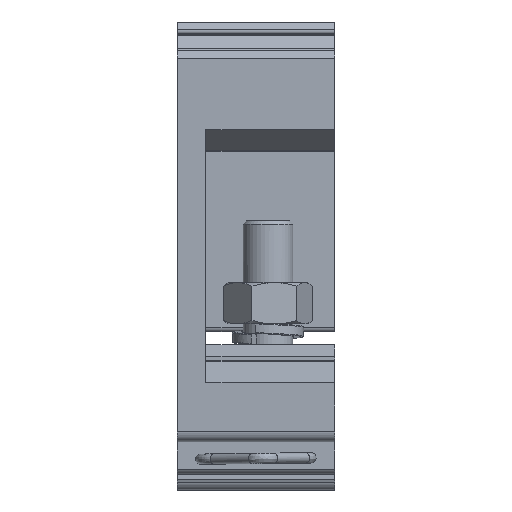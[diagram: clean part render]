
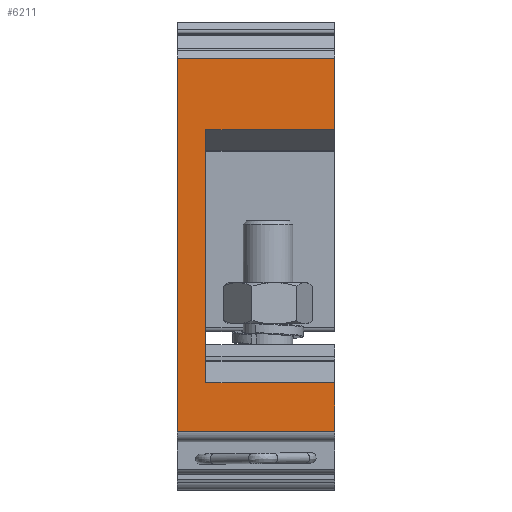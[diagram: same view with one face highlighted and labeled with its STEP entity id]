
A CAD part, left-side view. The second image highlights one B-rep face of the part: STEP entity #6211.
In plain terms, the highlighted planar face has unit normal (-1, 0, 0).
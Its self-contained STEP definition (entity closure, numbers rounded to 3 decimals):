
#1149=ORIENTED_EDGE('',*,*,#2127,.T.);
#1150=ORIENTED_EDGE('',*,*,#2128,.F.);
#1151=ORIENTED_EDGE('',*,*,#2129,.F.);
#1152=ORIENTED_EDGE('',*,*,#2130,.T.);
#1153=ORIENTED_EDGE('',*,*,#2131,.T.);
#1154=ORIENTED_EDGE('',*,*,#2132,.F.);
#1155=ORIENTED_EDGE('',*,*,#2133,.F.);
#1156=ORIENTED_EDGE('',*,*,#2134,.T.);
#2127=EDGE_CURVE('',#2651,#2652,#3021,.T.);
#2128=EDGE_CURVE('',#2653,#2652,#3022,.T.);
#2129=EDGE_CURVE('',#2654,#2653,#3023,.T.);
#2130=EDGE_CURVE('',#2654,#2655,#3024,.T.);
#2131=EDGE_CURVE('',#2655,#2656,#3025,.T.);
#2132=EDGE_CURVE('',#2657,#2656,#3026,.T.);
#2133=EDGE_CURVE('',#2658,#2657,#3027,.T.);
#2134=EDGE_CURVE('',#2658,#2651,#3028,.T.);
#2651=VERTEX_POINT('',#10107);
#2652=VERTEX_POINT('',#10108);
#2653=VERTEX_POINT('',#10110);
#2654=VERTEX_POINT('',#10112);
#2655=VERTEX_POINT('',#10114);
#2656=VERTEX_POINT('',#10116);
#2657=VERTEX_POINT('',#10118);
#2658=VERTEX_POINT('',#10120);
#3021=LINE('',#10106,#3415);
#3022=LINE('',#10109,#3416);
#3023=LINE('',#10111,#3417);
#3024=LINE('',#10113,#3418);
#3025=LINE('',#10115,#3419);
#3026=LINE('',#10117,#3420);
#3027=LINE('',#10119,#3421);
#3028=LINE('',#10121,#3422);
#3415=VECTOR('',#7395,1000.);
#3416=VECTOR('',#7396,1000.);
#3417=VECTOR('',#7397,1000.);
#3418=VECTOR('',#7398,1000.);
#3419=VECTOR('',#7399,1000.);
#3420=VECTOR('',#7400,1000.);
#3421=VECTOR('',#7401,1000.);
#3422=VECTOR('',#7402,1000.);
#3786=EDGE_LOOP('',(#1149,#1150,#1151,#1152,#1153,#1154,#1155,#1156));
#4077=FACE_BOUND('',#3786,.T.);
#4256=PLANE('',#6556);
#6211=ADVANCED_FACE('',(#4077),#4256,.F.);
#6556=AXIS2_PLACEMENT_3D('',#10105,#7393,#7394);
#7393=DIRECTION('',(1.,0.,0.));
#7394=DIRECTION('',(0.,0.,-1.));
#7395=DIRECTION('',(0.,0.,1.));
#7396=DIRECTION('',(0.,-1.,0.));
#7397=DIRECTION('',(0.,0.,-1.));
#7398=DIRECTION('',(0.,-1.,0.));
#7399=DIRECTION('',(0.,0.,1.));
#7400=DIRECTION('',(0.,-1.,0.));
#7401=DIRECTION('',(0.,0.,1.));
#7402=DIRECTION('',(0.,-1.,0.));
#10105=CARTESIAN_POINT('',(-38.115,38.,-60.006));
#10106=CARTESIAN_POINT('',(-38.115,0.,-60.006));
#10107=CARTESIAN_POINT('',(-38.115,0.,-60.006));
#10108=CARTESIAN_POINT('',(-38.115,0.,-48.227));
#10109=CARTESIAN_POINT('',(-38.115,31.1,-48.227));
#10110=CARTESIAN_POINT('',(-38.115,31.1,-48.227));
#10111=CARTESIAN_POINT('',(-38.115,31.1,-48.227));
#10112=CARTESIAN_POINT('',(-38.115,31.1,12.913));
#10113=CARTESIAN_POINT('',(-38.115,31.1,12.913));
#10114=CARTESIAN_POINT('',(-38.115,0.,12.913));
#10115=CARTESIAN_POINT('',(-38.115,0.,-60.006));
#10116=CARTESIAN_POINT('',(-38.115,0.,30.112));
#10117=CARTESIAN_POINT('',(-38.115,38.,30.112));
#10118=CARTESIAN_POINT('',(-38.115,38.,30.112));
#10119=CARTESIAN_POINT('',(-38.115,38.,-60.006));
#10120=CARTESIAN_POINT('',(-38.115,38.,-60.006));
#10121=CARTESIAN_POINT('',(-38.115,38.,-60.006));
